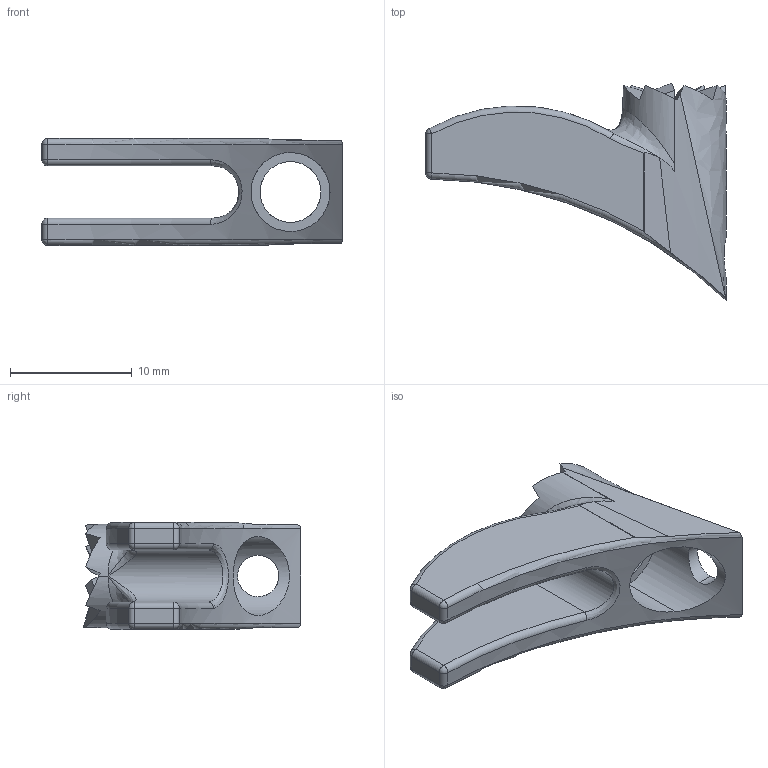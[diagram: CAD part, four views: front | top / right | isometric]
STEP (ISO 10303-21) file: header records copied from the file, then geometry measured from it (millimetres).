
FILE_DESCRIPTION (( 'STEP AP214' ), '1' );
FILE_NAME ('Alibert1.STEP', '2024-11-13T10:13:10', ( '' ), ( '' ), 'SwSTEP 2.0', 'SolidWorks 2019', '' );
FILE_SCHEMA (( 'AUTOMOTIVE_DESIGN' ));
Length unit declared in the file: millimetre
Products named in the file (1): Alibert1
Bounding box: 24.7 x 17.89 x 8.8 mm (x, y, z)
Volume: 1016.4 mm3; surface area: 1281.2 mm2
Topology: 1 solids, 1 shells, 77 faces, 189 edges, 112 vertices
Faces by surface type: plane 27, cylinder 22, bspline 12, torus 8, sphere 8
Entity records: 3119 total; most frequent: CARTESIAN_POINT 1476, ORIENTED_EDGE 374, DIRECTION 290, EDGE_CURVE 187, AXIS2_PLACEMENT_3D 118, VERTEX_POINT 112, EDGE_LOOP 81, FACE_OUTER_BOUND 77
